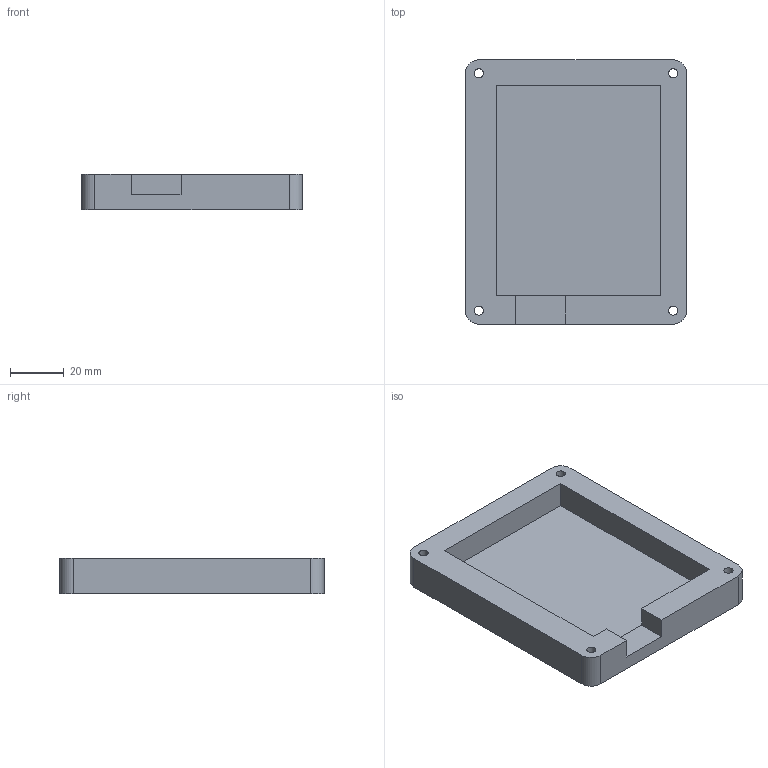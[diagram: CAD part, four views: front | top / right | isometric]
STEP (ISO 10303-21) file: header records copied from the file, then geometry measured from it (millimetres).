
FILE_DESCRIPTION(/* description */ (''),/* implementation_level */ '2;1');
FILE_NAME(/* name */ 'MacroPadCase.step',/* time_stamp */ '2025-12-31T00:50:49+05:30',/* author */ (''),/* organization */ (''),/* preprocessor_version */ 'ST-DEVELOPER v20.1',/* originating_system */ 'Autodesk Translation Framework v14.21.0.0',/* authorisation */ '');
FILE_SCHEMA (('AUTOMOTIVE_DESIGN { 1 0 10303 214 3 1 1 }'));
Length unit declared in the file: millimetre
Products named in the file (2): 2025-11-23-20-39-16-389; 2025-11-23-20-40-44-738
Assembly tree (1 placements, depth 2):
  2025-11-23-20-39-16-389
    2025-11-23-20-40-44-738
Bounding box: 82 x 98 x 13 mm (x, y, z)
Volume: 54438.8 mm3; surface area: 23860.8 mm2
Topology: 1 solids, 1 shells, 203 faces, 558 edges, 372 vertices
Faces by surface type: bspline 118, plane 73, cylinder 12
Full cylindrical faces by diameter (mm): 3.4 x4, 6 x4
Entity records: 7592 total; most frequent: CARTESIAN_POINT 3142, ORIENTED_EDGE 1116, EDGE_CURVE 558, DIRECTION 522, VERTEX_POINT 372, LINE 298, VECTOR 298, B_SPLINE_CURVE_WITH_KNOTS 236
